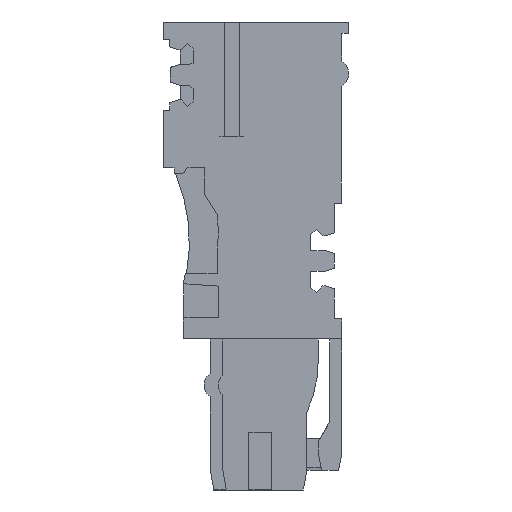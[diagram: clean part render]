
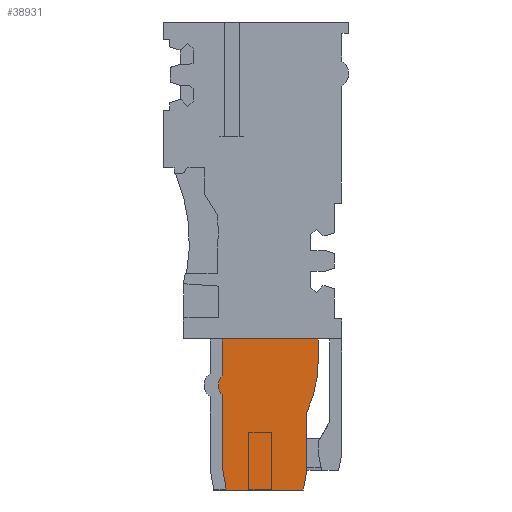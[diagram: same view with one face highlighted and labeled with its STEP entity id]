
A CAD part, left-side view. The second image highlights one B-rep face of the part: STEP entity #38931.
In plain terms, the highlighted planar face has unit normal (-1, 0, 0).
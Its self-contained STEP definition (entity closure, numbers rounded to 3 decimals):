
#38856=AXIS2_PLACEMENT_3D('Plane Axis2P3D',#38853,#38854,#38855) ;
#38867=AXIS2_PLACEMENT_3D('Circle Axis2P3D',#38865,#38866,$) ;
#38909=AXIS2_PLACEMENT_3D('Circle Axis2P3D',#38907,#38908,$) ;
#13488=CARTESIAN_POINT('Line Origine',(0.7,6.825,13.15)) ;
#13492=CARTESIAN_POINT('Vertex',(0.7,2.65,13.15)) ;
#13494=CARTESIAN_POINT('Vertex',(0.7,11.,13.15)) ;
#38853=CARTESIAN_POINT('Axis2P3D Location',(0.7,13.686,11.345)) ;
#38858=CARTESIAN_POINT('Line Origine',(0.7,11.,11.561)) ;
#38862=CARTESIAN_POINT('Vertex',(0.7,11.,9.972)) ;
#38865=CARTESIAN_POINT('Axis2P3D Location',(0.7,10.15,9.125)) ;
#38869=CARTESIAN_POINT('Vertex',(0.7,11.,8.278)) ;
#38872=CARTESIAN_POINT('Line Origine',(0.7,11.,5.097)) ;
#38876=CARTESIAN_POINT('Vertex',(0.7,11.,1.916)) ;
#38879=CARTESIAN_POINT('Line Origine',(0.7,10.831,0.958)) ;
#38883=CARTESIAN_POINT('Vertex',(0.7,10.662,0.)) ;
#38886=CARTESIAN_POINT('Line Origine',(0.7,7.306,0.)) ;
#38890=CARTESIAN_POINT('Vertex',(0.7,3.95,0.)) ;
#38893=CARTESIAN_POINT('Line Origine',(0.7,3.8,0.851)) ;
#38897=CARTESIAN_POINT('Vertex',(0.7,3.65,1.701)) ;
#38900=CARTESIAN_POINT('Line Origine',(0.7,3.65,4.228)) ;
#38904=CARTESIAN_POINT('Vertex',(0.7,3.65,6.755)) ;
#38907=CARTESIAN_POINT('Axis2P3D Location',(0.7,13.686,11.345)) ;
#38911=CARTESIAN_POINT('Vertex',(0.7,2.65,11.337)) ;
#38914=CARTESIAN_POINT('Line Origine',(0.7,2.65,12.244)) ;
#13489=DIRECTION('Vector Direction',(0.,1.,0.)) ;
#38854=DIRECTION('Axis2P3D Direction',(1.,0.,0.)) ;
#38855=DIRECTION('Axis2P3D XDirection',(0.,0.,-1.)) ;
#38859=DIRECTION('Vector Direction',(0.,0.,-1.)) ;
#38866=DIRECTION('Axis2P3D Direction',(1.,0.,0.)) ;
#38873=DIRECTION('Vector Direction',(0.,0.,-1.)) ;
#38880=DIRECTION('Vector Direction',(0.,-0.174,-0.985)) ;
#38887=DIRECTION('Vector Direction',(0.,1.,0.)) ;
#38894=DIRECTION('Vector Direction',(0.,0.174,-0.985)) ;
#38901=DIRECTION('Vector Direction',(0.,0.,-1.)) ;
#38908=DIRECTION('Axis2P3D Direction',(1.,0.,0.)) ;
#38915=DIRECTION('Vector Direction',(0.,0.,-1.)) ;
#13490=VECTOR('Line Direction',#13489,1.) ;
#38860=VECTOR('Line Direction',#38859,1.) ;
#38874=VECTOR('Line Direction',#38873,1.) ;
#38881=VECTOR('Line Direction',#38880,1.) ;
#38888=VECTOR('Line Direction',#38887,1.) ;
#38895=VECTOR('Line Direction',#38894,1.) ;
#38902=VECTOR('Line Direction',#38901,1.) ;
#38916=VECTOR('Line Direction',#38915,1.) ;
#38920=ORIENTED_EDGE('',*,*,#38864,.T.) ;
#38921=ORIENTED_EDGE('',*,*,#38871,.F.) ;
#38922=ORIENTED_EDGE('',*,*,#38878,.T.) ;
#38923=ORIENTED_EDGE('',*,*,#38885,.T.) ;
#38924=ORIENTED_EDGE('',*,*,#38892,.F.) ;
#38925=ORIENTED_EDGE('',*,*,#38899,.F.) ;
#38926=ORIENTED_EDGE('',*,*,#38906,.F.) ;
#38927=ORIENTED_EDGE('',*,*,#38913,.F.) ;
#38928=ORIENTED_EDGE('',*,*,#38918,.F.) ;
#38929=ORIENTED_EDGE('',*,*,#13496,.T.) ;
#38931=ADVANCED_FACE('V1',(#38930),#38857,.F.) ;
#38868=CIRCLE('generated circle',#38867,1.2) ;
#38910=CIRCLE('generated circle',#38909,11.036) ;
#13496=EDGE_CURVE('',#13493,#13495,#13491,.T.) ;
#38864=EDGE_CURVE('',#13495,#38863,#38861,.T.) ;
#38871=EDGE_CURVE('',#38870,#38863,#38868,.T.) ;
#38878=EDGE_CURVE('',#38870,#38877,#38875,.T.) ;
#38885=EDGE_CURVE('',#38877,#38884,#38882,.T.) ;
#38892=EDGE_CURVE('',#38891,#38884,#38889,.T.) ;
#38899=EDGE_CURVE('',#38898,#38891,#38896,.T.) ;
#38906=EDGE_CURVE('',#38905,#38898,#38903,.T.) ;
#38913=EDGE_CURVE('',#38912,#38905,#38910,.T.) ;
#38918=EDGE_CURVE('',#13493,#38912,#38917,.T.) ;
#38919=EDGE_LOOP('',(#38920,#38921,#38922,#38923,#38924,#38925,#38926,#38927,#38928,#38929)) ;
#38930=FACE_OUTER_BOUND('',#38919,.T.) ;
#13491=LINE('Line',#13488,#13490) ;
#38861=LINE('Line',#38858,#38860) ;
#38875=LINE('Line',#38872,#38874) ;
#38882=LINE('Line',#38879,#38881) ;
#38889=LINE('Line',#38886,#38888) ;
#38896=LINE('Line',#38893,#38895) ;
#38903=LINE('Line',#38900,#38902) ;
#38917=LINE('Line',#38914,#38916) ;
#38857=PLANE('',#38856) ;
#13493=VERTEX_POINT('',#13492) ;
#13495=VERTEX_POINT('',#13494) ;
#38863=VERTEX_POINT('',#38862) ;
#38870=VERTEX_POINT('',#38869) ;
#38877=VERTEX_POINT('',#38876) ;
#38884=VERTEX_POINT('',#38883) ;
#38891=VERTEX_POINT('',#38890) ;
#38898=VERTEX_POINT('',#38897) ;
#38905=VERTEX_POINT('',#38904) ;
#38912=VERTEX_POINT('',#38911) ;
